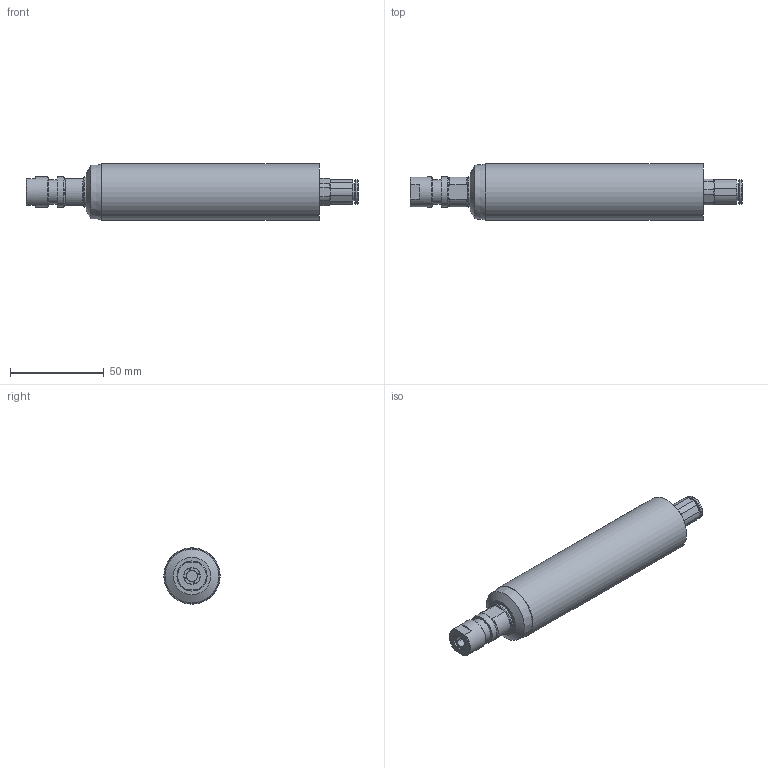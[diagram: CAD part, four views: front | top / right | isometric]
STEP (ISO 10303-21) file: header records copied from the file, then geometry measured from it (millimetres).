
FILE_DESCRIPTION((''),'2;1');
FILE_NAME('ES 450 ER_60012137.stp','2009-03-10T14:48:24',('rmorof'),(''),'Autodesk Inventor 2008','Autodesk Inventor 2008','');
FILE_SCHEMA(('CONFIG_CONTROL_DESIGN'));
Length unit declared in the file: millimetre
Products named in the file (1): ES 450 ER_60012137
Bounding box: 176.94 x 30 x 30 mm (x, y, z)
Volume: 92989.1 mm3; surface area: 17482.9 mm2
Topology: 1 solids, 1 shells, 167 faces, 414 edges, 261 vertices
Faces by surface type: plane 84, cylinder 41, cone 39, bspline 2, torus 1
Full cylindrical faces by diameter (mm): 6 x1, 8 x1, 9 x1, 9.2 x1, 13 x2, 16 x3, 28.324 x1, 30 x1
Entity records: 4929 total; most frequent: CARTESIAN_POINT 1018, DIRECTION 784, ORIENTED_EDGE 762, EDGE_CURVE 381, AXIS2_PLACEMENT_3D 321, VERTEX_POINT 251, EDGE_LOOP 202, FACE_OUTER_BOUND 167
